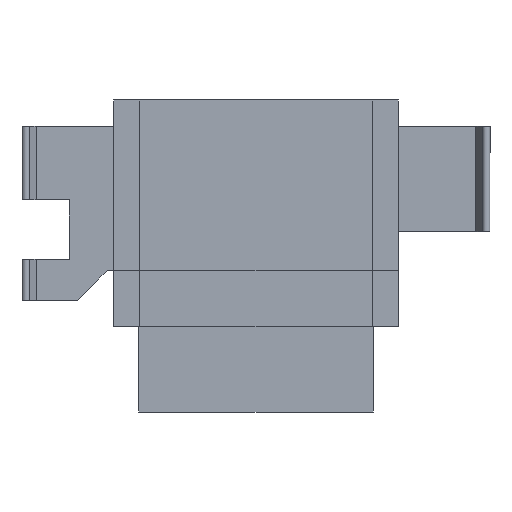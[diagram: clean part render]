
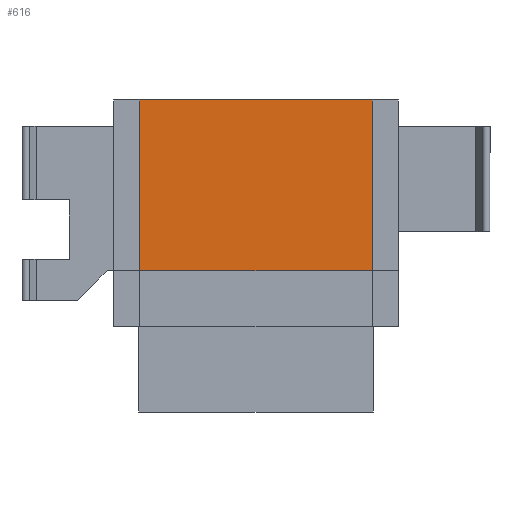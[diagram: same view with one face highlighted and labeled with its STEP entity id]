
A CAD part, front view. The second image highlights one B-rep face of the part: STEP entity #616.
In plain terms, the highlighted planar face has unit normal (0, -1, 0).
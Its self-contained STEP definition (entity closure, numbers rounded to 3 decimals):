
#102 = CARTESIAN_POINT ( 'NONE',  ( -9.03, 4.75, -4.45 ) ) ;
#139 = CARTESIAN_POINT ( 'NONE',  ( -9.03, 4.75, -8.8 ) ) ;
#224 = LINE ( 'NONE', #725, #1509 ) ;
#260 = CARTESIAN_POINT ( 'NONE',  ( -9.03, 4.75, 8.8 ) ) ;
#479 = DIRECTION ( 'NONE',  ( 0., 0., -1. ) ) ;
#554 = LINE ( 'NONE', #1919, #2077 ) ;
#616 = ADVANCED_FACE ( 'NONE', ( #2011 ), #1821, .T. ) ;
#665 = EDGE_CURVE ( 'NONE', #3081, #1542, #2535, .T. ) ;
#666 = DIRECTION ( 'NONE',  ( 0., -1., 0. ) ) ;
#725 = CARTESIAN_POINT ( 'NONE',  ( 9.03, 4.75, 0. ) ) ;
#869 = LINE ( 'NONE', #1549, #1226 ) ;
#1068 = VECTOR ( 'NONE', #479, 1000. ) ;
#1096 = CARTESIAN_POINT ( 'NONE',  ( 9.03, 4.75, 8.8 ) ) ;
#1118 = CARTESIAN_POINT ( 'NONE',  ( 9.03, 4.75, -4.45 ) ) ;
#1214 = EDGE_CURVE ( 'NONE', #2795, #2388, #224, .T. ) ;
#1226 = VECTOR ( 'NONE', #2291, 1000. ) ;
#1240 = DIRECTION ( 'NONE',  ( 0., 0., -1. ) ) ;
#1396 = EDGE_CURVE ( 'NONE', #3081, #2795, #554, .T. ) ;
#1509 = VECTOR ( 'NONE', #1240, 1000. ) ;
#1542 = VERTEX_POINT ( 'NONE', #102 ) ;
#1549 = CARTESIAN_POINT ( 'NONE',  ( -9.03, 4.75, -4.45 ) ) ;
#1670 = EDGE_LOOP ( 'NONE', ( #1921, #2111, #2155, #2554 ) ) ;
#1821 = PLANE ( 'NONE',  #2690 ) ;
#1871 = CARTESIAN_POINT ( 'NONE',  ( -9.03, 4.75, 0. ) ) ;
#1919 = CARTESIAN_POINT ( 'NONE',  ( 0., 4.75, 8.8 ) ) ;
#1921 = ORIENTED_EDGE ( 'NONE', *, *, #665, .T. ) ;
#2011 = FACE_OUTER_BOUND ( 'NONE', #1670, .T. ) ;
#2077 = VECTOR ( 'NONE', #2642, 1000. ) ;
#2083 = DIRECTION ( 'NONE',  ( 1., 0., 0. ) ) ;
#2111 = ORIENTED_EDGE ( 'NONE', *, *, #2790, .T. ) ;
#2155 = ORIENTED_EDGE ( 'NONE', *, *, #1214, .F. ) ;
#2291 = DIRECTION ( 'NONE',  ( 1., 0., 0. ) ) ;
#2388 = VERTEX_POINT ( 'NONE', #1118 ) ;
#2535 = LINE ( 'NONE', #1871, #1068 ) ;
#2554 = ORIENTED_EDGE ( 'NONE', *, *, #1396, .F. ) ;
#2642 = DIRECTION ( 'NONE',  ( 1., 0., 0. ) ) ;
#2690 = AXIS2_PLACEMENT_3D ( 'NONE', #139, #666, #2083 ) ;
#2790 = EDGE_CURVE ( 'NONE', #1542, #2388, #869, .T. ) ;
#2795 = VERTEX_POINT ( 'NONE', #1096 ) ;
#3081 = VERTEX_POINT ( 'NONE', #260 ) ;
